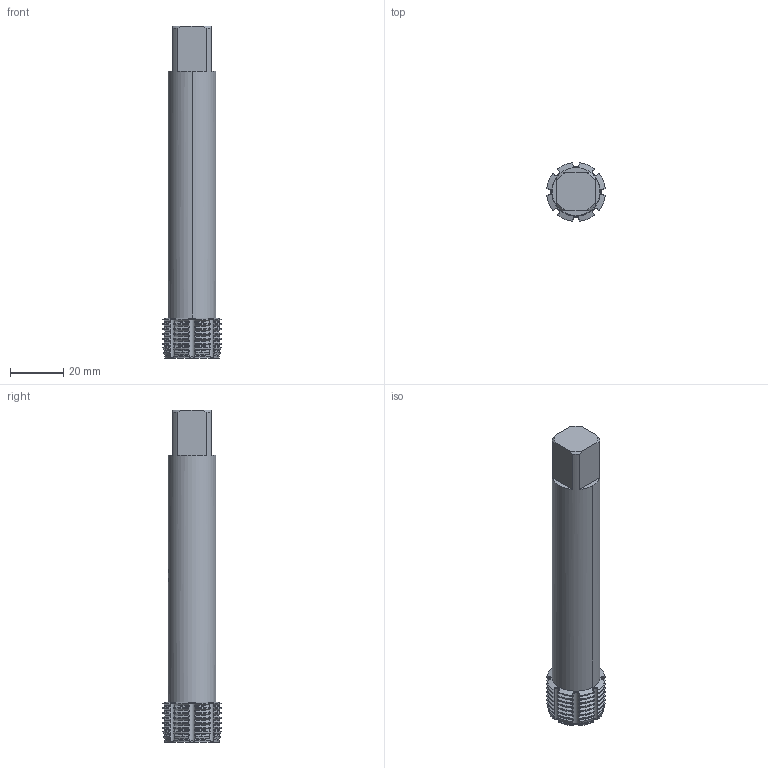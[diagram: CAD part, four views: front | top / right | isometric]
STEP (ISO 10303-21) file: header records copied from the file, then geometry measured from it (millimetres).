
FILE_DESCRIPTION(('no description'),'unknown implementation level');
FILE_NAME('solid4eojTRQbqFwGK1HWZsiAOANViks_1.STP',' ',('CIM GmbH Aachen'),('CADClick - KiM GmbH - www.kimweb.de'),'unknown preprocess','ACIS','unknown authorization');
FILE_SCHEMA(('automotive_design'));
Length unit declared in the file: millimetre
Products named in the file (2): 1; 2
Bounding box: 22.09 x 22.09 x 125 mm (x, y, z)
Volume: 32151.7 mm3; surface area: 10251.3 mm2
Topology: 2 solids, 2 shells, 481 faces, 1423 edges, 946 vertices
Faces by surface type: cone 178, plane 145, cylinder 142, torus 16
Entity records: 33604 total; most frequent: CARTESIAN_POINT 5315, STYLED_ITEM 2852, PRESENTATION_STYLE_ASSIGNMENT 2852, COLOUR_RGB 2852, ORIENTED_EDGE 2846, DIRECTION 2423, EDGE_CURVE 1423, CURVE_STYLE 1423
